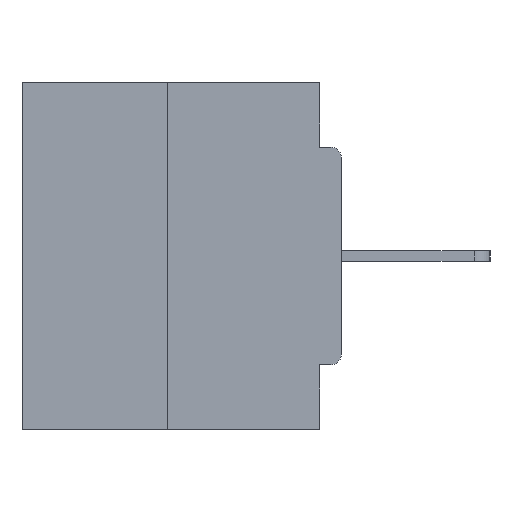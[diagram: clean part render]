
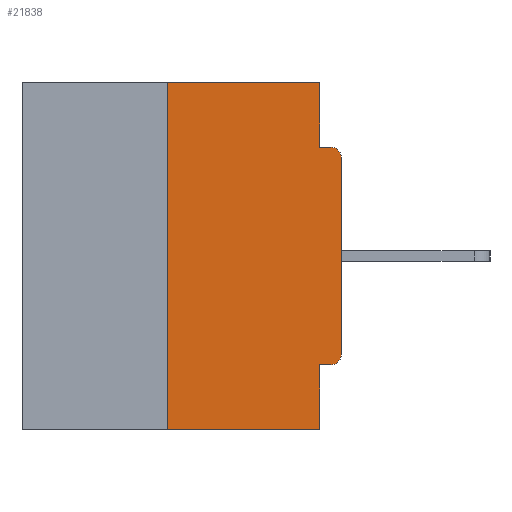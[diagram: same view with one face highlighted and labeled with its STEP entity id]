
A CAD part, left-side view. The second image highlights one B-rep face of the part: STEP entity #21838.
In plain terms, the highlighted planar face has unit normal (-1, 0, 0).
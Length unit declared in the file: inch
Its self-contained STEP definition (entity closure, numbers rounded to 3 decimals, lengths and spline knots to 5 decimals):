
#25 = EDGE_CURVE ( 'NONE', #7767, #8669, #574, .T. ) ;
#157 = EDGE_CURVE ( 'NONE', #13183, #9030, #13300, .T. ) ;
#169 = VERTEX_POINT ( 'NONE', #5689 ) ;
#493 = DIRECTION ( 'NONE',  ( 0., 0., -1. ) ) ;
#574 = CIRCLE ( 'NONE', #14063, 0.015 ) ;
#1053 = CARTESIAN_POINT ( 'NONE',  ( 0., 0.46, 0. ) ) ;
#1201 = DIRECTION ( 'NONE',  ( 0., 0., -1. ) ) ;
#1434 = EDGE_CURVE ( 'NONE', #27247, #17098, #17510, .T. ) ;
#1637 = PLANE ( 'NONE',  #27575 ) ;
#1899 = VECTOR ( 'NONE', #10892, 39.37008 ) ;
#2290 = ORIENTED_EDGE ( 'NONE', *, *, #1434, .T. ) ;
#2325 = CARTESIAN_POINT ( 'NONE',  ( 0., 0.015, -0.3915 ) ) ;
#2555 = DIRECTION ( 'NONE',  ( 0., 0., -1. ) ) ;
#3951 = EDGE_CURVE ( 'NONE', #5880, #15891, #4584, .T. ) ;
#4137 = CARTESIAN_POINT ( 'NONE',  ( 0., 0.015, -0.0935 ) ) ;
#4218 = CARTESIAN_POINT ( 'NONE',  ( 0., 0.25, -0.5 ) ) ;
#4584 = CIRCLE ( 'NONE', #11777, 0.015 ) ;
#4915 = VECTOR ( 'NONE', #20415, 39.37008 ) ;
#4973 = CARTESIAN_POINT ( 'NONE',  ( 0., 0.031, -0.5 ) ) ;
#5410 = DIRECTION ( 'NONE',  ( 0., 0., -1. ) ) ;
#5689 = CARTESIAN_POINT ( 'NONE',  ( 0., 0.031, -0.4065 ) ) ;
#5880 = VERTEX_POINT ( 'NONE', #6653 ) ;
#5897 = EDGE_CURVE ( 'NONE', #9030, #8669, #12993, .T. ) ;
#6254 = ORIENTED_EDGE ( 'NONE', *, *, #3951, .T. ) ;
#6653 = CARTESIAN_POINT ( 'NONE',  ( 0., 0.015, -0.4065 ) ) ;
#6800 = LINE ( 'NONE', #4973, #13985 ) ;
#6827 = CARTESIAN_POINT ( 'NONE',  ( 0., 0.031, 0. ) ) ;
#7026 = DIRECTION ( 'NONE',  ( -1., 0., 0. ) ) ;
#7239 = VERTEX_POINT ( 'NONE', #13829 ) ;
#7767 = VERTEX_POINT ( 'NONE', #8917 ) ;
#8669 = VERTEX_POINT ( 'NONE', #4137 ) ;
#8917 = CARTESIAN_POINT ( 'NONE',  ( 0., 0., -0.1085 ) ) ;
#9030 = VERTEX_POINT ( 'NONE', #16653 ) ;
#10202 = EDGE_CURVE ( 'NONE', #7239, #13183, #15964, .T. ) ;
#10209 = DIRECTION ( 'NONE',  ( 1., 0., 0. ) ) ;
#10764 = VECTOR ( 'NONE', #22662, 39.37008 ) ;
#10892 = DIRECTION ( 'NONE',  ( 0., 0., 1. ) ) ;
#11305 = DIRECTION ( 'NONE',  ( 0., -1., 0. ) ) ;
#11583 = CARTESIAN_POINT ( 'NONE',  ( 0., 0.031, 0. ) ) ;
#11777 = AXIS2_PLACEMENT_3D ( 'NONE', #2325, #19768, #493 ) ;
#11817 = CARTESIAN_POINT ( 'NONE',  ( 0., 0., -0.0935 ) ) ;
#11923 = ORIENTED_EDGE ( 'NONE', *, *, #5897, .F. ) ;
#12060 = ORIENTED_EDGE ( 'NONE', *, *, #20847, .F. ) ;
#12993 = LINE ( 'NONE', #11817, #4915 ) ;
#13183 = VERTEX_POINT ( 'NONE', #6827 ) ;
#13300 = LINE ( 'NONE', #11583, #22576 ) ;
#13366 = DIRECTION ( 'NONE',  ( 0., 0., -1. ) ) ;
#13600 = ORIENTED_EDGE ( 'NONE', *, *, #21896, .F. ) ;
#13737 = CARTESIAN_POINT ( 'NONE',  ( 0., 0.031, -0.5 ) ) ;
#13829 = CARTESIAN_POINT ( 'NONE',  ( 0., 0.25, 0. ) ) ;
#13985 = VECTOR ( 'NONE', #2555, 39.37008 ) ;
#14057 = CARTESIAN_POINT ( 'NONE',  ( 0., 0., 0. ) ) ;
#14063 = AXIS2_PLACEMENT_3D ( 'NONE', #22536, #7026, #13366 ) ;
#14103 = LINE ( 'NONE', #18730, #27449 ) ;
#14153 = DIRECTION ( 'NONE',  ( 0., -1., 0. ) ) ;
#14495 = ORIENTED_EDGE ( 'NONE', *, *, #25, .T. ) ;
#14940 = ORIENTED_EDGE ( 'NONE', *, *, #19163, .F. ) ;
#15399 = CARTESIAN_POINT ( 'NONE',  ( 0., 0.46, -0.5 ) ) ;
#15891 = VERTEX_POINT ( 'NONE', #21337 ) ;
#15904 = ORIENTED_EDGE ( 'NONE', *, *, #18187, .T. ) ;
#15964 = LINE ( 'NONE', #1053, #18297 ) ;
#16653 = CARTESIAN_POINT ( 'NONE',  ( 0., 0.031, -0.0935 ) ) ;
#16676 = CARTESIAN_POINT ( 'NONE',  ( 0., 0.46, 0. ) ) ;
#16940 = CARTESIAN_POINT ( 'NONE',  ( 0., 0.25, 0. ) ) ;
#17098 = VERTEX_POINT ( 'NONE', #13737 ) ;
#17510 = LINE ( 'NONE', #15399, #20413 ) ;
#18187 = EDGE_CURVE ( 'NONE', #15891, #7767, #20822, .T. ) ;
#18297 = VECTOR ( 'NONE', #14153, 39.37008 ) ;
#18730 = CARTESIAN_POINT ( 'NONE',  ( 0., 0., -0.4065 ) ) ;
#19163 = EDGE_CURVE ( 'NONE', #5880, #169, #14103, .T. ) ;
#19199 = EDGE_LOOP ( 'NONE', ( #22684, #13600, #2290, #12060, #14940, #6254, #15904, #14495, #11923, #22169 ) ) ;
#19768 = DIRECTION ( 'NONE',  ( -1., 0., 0. ) ) ;
#20413 = VECTOR ( 'NONE', #11305, 39.37008 ) ;
#20415 = DIRECTION ( 'NONE',  ( 0., -1., 0. ) ) ;
#20822 = LINE ( 'NONE', #14057, #10764 ) ;
#20847 = EDGE_CURVE ( 'NONE', #169, #17098, #6800, .T. ) ;
#21337 = CARTESIAN_POINT ( 'NONE',  ( 0., 0., -0.3915 ) ) ;
#21838 = ADVANCED_FACE ( 'NONE', ( #22770 ), #1637, .F. ) ;
#21896 = EDGE_CURVE ( 'NONE', #27247, #7239, #23585, .T. ) ;
#22169 = ORIENTED_EDGE ( 'NONE', *, *, #157, .F. ) ;
#22536 = CARTESIAN_POINT ( 'NONE',  ( 0., 0.015, -0.1085 ) ) ;
#22576 = VECTOR ( 'NONE', #5410, 39.37008 ) ;
#22662 = DIRECTION ( 'NONE',  ( 0., 0., 1. ) ) ;
#22684 = ORIENTED_EDGE ( 'NONE', *, *, #10202, .F. ) ;
#22770 = FACE_OUTER_BOUND ( 'NONE', #19199, .T. ) ;
#23585 = LINE ( 'NONE', #16940, #1899 ) ;
#27247 = VERTEX_POINT ( 'NONE', #4218 ) ;
#27375 = DIRECTION ( 'NONE',  ( 0., 1., 0. ) ) ;
#27449 = VECTOR ( 'NONE', #27375, 39.37008 ) ;
#27575 = AXIS2_PLACEMENT_3D ( 'NONE', #16676, #10209, #1201 ) ;
